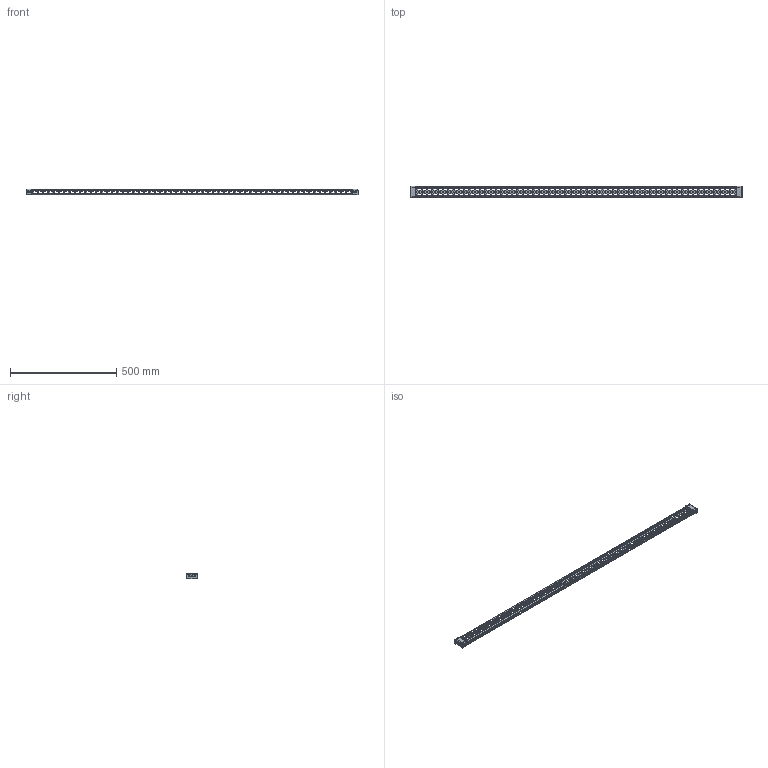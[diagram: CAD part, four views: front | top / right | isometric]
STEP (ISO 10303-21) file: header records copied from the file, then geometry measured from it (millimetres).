
FILE_DESCRIPTION(/* description */ (''),/* implementation_level */ '2;1');
FILE_NAME(/* name */ 'PMI1650.stp',/* time_stamp */ '2017-09-28T10:29:03+02:00',/* author */ (''),/* organization */ (''),/* preprocessor_version */ 'ST-DEVELOPER v15',/* originating_system */ 'SIEMENS PLM Software NX 9.0',/* authorisation */ '');
FILE_SCHEMA (('CONFIG_CONTROL_DESIGN'));
Length unit declared in the file: millimetre
Products named in the file (2): H60927_stp; PMI1650_stp
Assembly tree (2 placements, depth 2):
  PMI1650_stp
    H60927_stp  x2
Bounding box: 1560 x 53.5 x 26 mm (x, y, z)
Volume: 160341.4 mm3; surface area: 284357.8 mm2
Topology: 3 solids, 3 shells, 1459 faces, 4380 edges, 2927 vertices
Faces by surface type: plane 1054, cylinder 405
Full cylindrical faces by diameter (mm): 4.65 x371, 6.5 x6
Entity records: 48086 total; most frequent: CARTESIAN_POINT 8065, ORIENTED_EDGE 7684, DIRECTION 7468, EDGE_CURVE 3842, LINE 3054, VECTOR 3054, EDGE_LOOP 3030, VERTEX_POINT 2804
